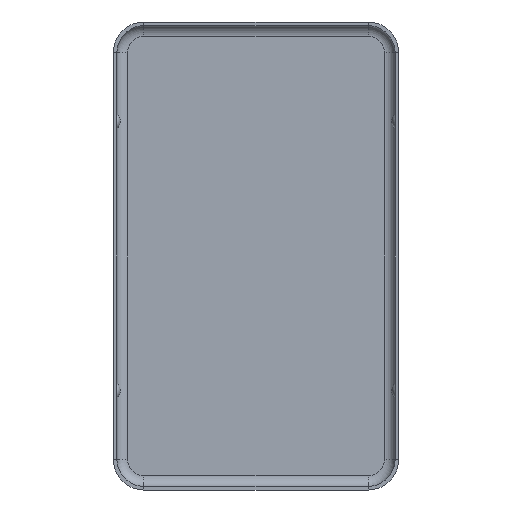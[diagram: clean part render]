
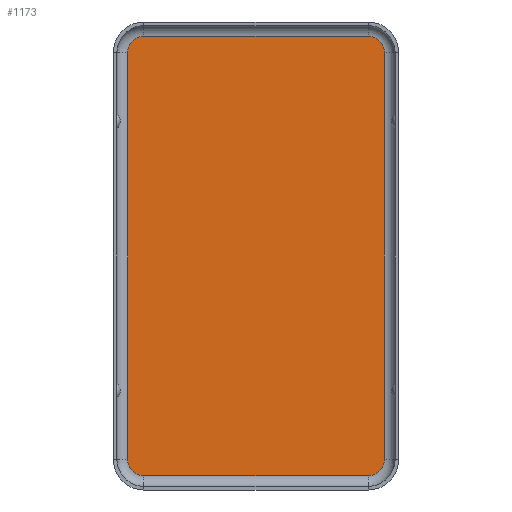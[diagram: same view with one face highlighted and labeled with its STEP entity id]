
A CAD part, front view. The second image highlights one B-rep face of the part: STEP entity #1173.
In plain terms, the highlighted planar face has unit normal (0, -1, 0).
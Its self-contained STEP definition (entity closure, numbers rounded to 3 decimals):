
#17 = FACE_OUTER_BOUND ( 'NONE', #235, .T. ) ;
#68 = EDGE_CURVE ( 'NONE', #379, #1116, #1028, .T. ) ;
#83 = ORIENTED_EDGE ( 'NONE', *, *, #1540, .F. ) ;
#95 = ORIENTED_EDGE ( 'NONE', *, *, #662, .T. ) ;
#146 = EDGE_CURVE ( 'NONE', #1414, #1116, #713, .T. ) ;
#153 = VERTEX_POINT ( 'NONE', #1172 ) ;
#158 = DIRECTION ( 'NONE',  ( 0., 0., 1. ) ) ;
#162 = LINE ( 'NONE', #1472, #1592 ) ;
#170 = CARTESIAN_POINT ( 'NONE',  ( -6.24, 0., -11.32 ) ) ;
#176 = CARTESIAN_POINT ( 'NONE',  ( 6.24, 0., 12.22 ) ) ;
#203 = VECTOR ( 'NONE', #442, 1000. ) ;
#229 = VERTEX_POINT ( 'NONE', #1308 ) ;
#231 = CARTESIAN_POINT ( 'NONE',  ( 7.14, 0., -11.32 ) ) ;
#235 = EDGE_LOOP ( 'NONE', ( #1421, #1204, #83, #984, #594, #1070, #1062, #95 ) ) ;
#249 = VERTEX_POINT ( 'NONE', #1298 ) ;
#262 = VERTEX_POINT ( 'NONE', #231 ) ;
#289 = CARTESIAN_POINT ( 'NONE',  ( -7.14, 0., 0. ) ) ;
#315 = EDGE_CURVE ( 'NONE', #153, #249, #162, .T. ) ;
#349 = AXIS2_PLACEMENT_3D ( 'NONE', #780, #1520, #1152 ) ;
#366 = CARTESIAN_POINT ( 'NONE',  ( -7.14, 0., 11.32 ) ) ;
#370 = VECTOR ( 'NONE', #647, 1000. ) ;
#379 = VERTEX_POINT ( 'NONE', #366 ) ;
#394 = LINE ( 'NONE', #289, #1555 ) ;
#437 = DIRECTION ( 'NONE',  ( 0., 0., 1. ) ) ;
#442 = DIRECTION ( 'NONE',  ( 0., 0., -1. ) ) ;
#445 = DIRECTION ( 'NONE',  ( 0., 0., -1. ) ) ;
#496 = DIRECTION ( 'NONE',  ( 0., 0., -1. ) ) ;
#508 = VERTEX_POINT ( 'NONE', #1215 ) ;
#515 = CARTESIAN_POINT ( 'NONE',  ( -6.24, 0., 11.32 ) ) ;
#554 = CARTESIAN_POINT ( 'NONE',  ( 6.24, 0., -11.32 ) ) ;
#555 = DIRECTION ( 'NONE',  ( 0., -1., 0. ) ) ;
#594 = ORIENTED_EDGE ( 'NONE', *, *, #146, .T. ) ;
#595 = LINE ( 'NONE', #1180, #203 ) ;
#647 = DIRECTION ( 'NONE',  ( -1., 0., 0. ) ) ;
#662 = EDGE_CURVE ( 'NONE', #229, #249, #849, .T. ) ;
#713 = LINE ( 'NONE', #1047, #370 ) ;
#780 = CARTESIAN_POINT ( 'NONE',  ( 6.24, 0., 11.32 ) ) ;
#849 = CIRCLE ( 'NONE', #1487, 0.9 ) ;
#852 = CARTESIAN_POINT ( 'NONE',  ( -6.24, 0., 12.22 ) ) ;
#858 = AXIS2_PLACEMENT_3D ( 'NONE', #515, #1394, #1522 ) ;
#863 = DIRECTION ( 'NONE',  ( 0., -1., 0. ) ) ;
#879 = EDGE_CURVE ( 'NONE', #508, #1414, #966, .T. ) ;
#966 = CIRCLE ( 'NONE', #349, 0.9 ) ;
#968 = EDGE_CURVE ( 'NONE', #379, #229, #394, .T. ) ;
#984 = ORIENTED_EDGE ( 'NONE', *, *, #879, .T. ) ;
#1028 = CIRCLE ( 'NONE', #858, 0.9 ) ;
#1047 = CARTESIAN_POINT ( 'NONE',  ( 6.24, 0., 12.22 ) ) ;
#1062 = ORIENTED_EDGE ( 'NONE', *, *, #968, .T. ) ;
#1070 = ORIENTED_EDGE ( 'NONE', *, *, #68, .F. ) ;
#1110 = DIRECTION ( 'NONE',  ( -1., 0., 0. ) ) ;
#1116 = VERTEX_POINT ( 'NONE', #852 ) ;
#1152 = DIRECTION ( 'NONE',  ( 0., 0., -1. ) ) ;
#1172 = CARTESIAN_POINT ( 'NONE',  ( 6.24, 0., -12.22 ) ) ;
#1173 = ADVANCED_FACE ( 'NONE', ( #17 ), #1366, .T. ) ;
#1180 = CARTESIAN_POINT ( 'NONE',  ( 7.14, 0., 0. ) ) ;
#1204 = ORIENTED_EDGE ( 'NONE', *, *, #1482, .F. ) ;
#1215 = CARTESIAN_POINT ( 'NONE',  ( 7.14, 0., 11.32 ) ) ;
#1248 = CARTESIAN_POINT ( 'NONE',  ( 6.24, 0., -11.32 ) ) ;
#1298 = CARTESIAN_POINT ( 'NONE',  ( -6.24, 0., -12.22 ) ) ;
#1308 = CARTESIAN_POINT ( 'NONE',  ( -7.14, 0., -11.32 ) ) ;
#1366 = PLANE ( 'NONE',  #1534 ) ;
#1394 = DIRECTION ( 'NONE',  ( 0., 1., 0. ) ) ;
#1414 = VERTEX_POINT ( 'NONE', #176 ) ;
#1417 = DIRECTION ( 'NONE',  ( 0., 1., 0. ) ) ;
#1421 = ORIENTED_EDGE ( 'NONE', *, *, #315, .F. ) ;
#1462 = AXIS2_PLACEMENT_3D ( 'NONE', #554, #1417, #158 ) ;
#1472 = CARTESIAN_POINT ( 'NONE',  ( 6.24, 0., -12.22 ) ) ;
#1482 = EDGE_CURVE ( 'NONE', #262, #153, #1514, .T. ) ;
#1487 = AXIS2_PLACEMENT_3D ( 'NONE', #170, #555, #437 ) ;
#1514 = CIRCLE ( 'NONE', #1462, 0.9 ) ;
#1520 = DIRECTION ( 'NONE',  ( 0., -1., 0. ) ) ;
#1522 = DIRECTION ( 'NONE',  ( 0., 0., -1. ) ) ;
#1534 = AXIS2_PLACEMENT_3D ( 'NONE', #1248, #863, #496 ) ;
#1540 = EDGE_CURVE ( 'NONE', #508, #262, #595, .T. ) ;
#1555 = VECTOR ( 'NONE', #445, 1000. ) ;
#1592 = VECTOR ( 'NONE', #1110, 1000. ) ;
